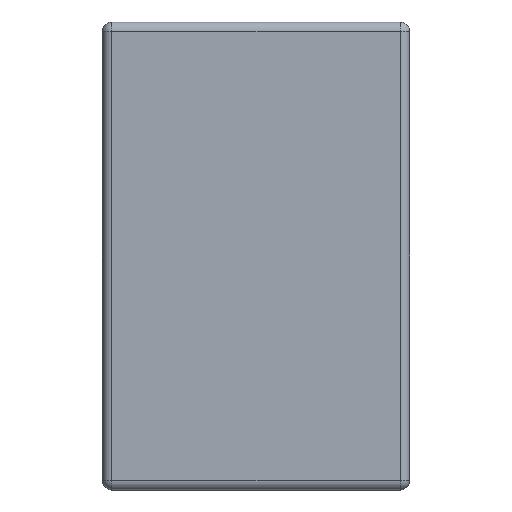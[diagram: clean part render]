
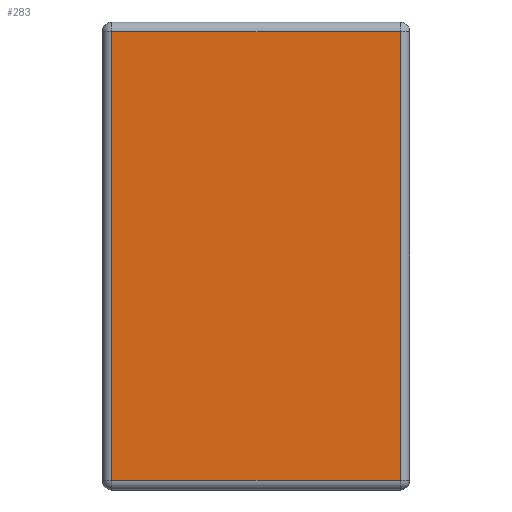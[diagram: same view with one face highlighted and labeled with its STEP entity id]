
A CAD part, left-side view. The second image highlights one B-rep face of the part: STEP entity #283.
In plain terms, the highlighted planar face has unit normal (-1, 0, 0).
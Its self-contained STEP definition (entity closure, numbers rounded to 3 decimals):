
#7 = CARTESIAN_POINT ( 'NONE',  ( 0., 0., 0. ) ) ;
#13 = AXIS2_PLACEMENT_3D ( 'NONE', #7, #4655, #2926 ) ;
#283 = ADVANCED_FACE ( 'NONE', ( #615 ), #729, .T. ) ;
#590 = CARTESIAN_POINT ( 'NONE',  ( 0., 2.3, -0.073 ) ) ;
#615 = FACE_OUTER_BOUND ( 'NONE', #3261, .T. ) ;
#729 = PLANE ( 'NONE',  #13 ) ;
#857 = VECTOR ( 'NONE', #4424, 1000. ) ;
#873 = LINE ( 'NONE', #2337, #3549 ) ;
#1113 = EDGE_CURVE ( 'NONE', #2309, #2083, #1472, .T. ) ;
#1312 = ORIENTED_EDGE ( 'NONE', *, *, #3248, .T. ) ;
#1352 = ORIENTED_EDGE ( 'NONE', *, *, #3687, .T. ) ;
#1414 = VERTEX_POINT ( 'NONE', #3684 ) ;
#1472 = LINE ( 'NONE', #590, #2820 ) ;
#1548 = CARTESIAN_POINT ( 'NONE',  ( 0., 0.073, -0.073 ) ) ;
#1648 = DIRECTION ( 'NONE',  ( 0., 1., 0. ) ) ;
#1994 = DIRECTION ( 'NONE',  ( 0., -1., 0. ) ) ;
#2083 = VERTEX_POINT ( 'NONE', #4519 ) ;
#2309 = VERTEX_POINT ( 'NONE', #1548 ) ;
#2337 = CARTESIAN_POINT ( 'NONE',  ( 0., 0., -3.427 ) ) ;
#2549 = DIRECTION ( 'NONE',  ( 0., 0., -1. ) ) ;
#2655 = LINE ( 'NONE', #3290, #4509 ) ;
#2820 = VECTOR ( 'NONE', #1648, 1000. ) ;
#2836 = EDGE_CURVE ( 'NONE', #3655, #2309, #2914, .T. ) ;
#2914 = LINE ( 'NONE', #3351, #857 ) ;
#2926 = DIRECTION ( 'NONE',  ( 0., 0., 1. ) ) ;
#3080 = ORIENTED_EDGE ( 'NONE', *, *, #1113, .T. ) ;
#3248 = EDGE_CURVE ( 'NONE', #2083, #1414, #2655, .T. ) ;
#3261 = EDGE_LOOP ( 'NONE', ( #1352, #4431, #3080, #1312 ) ) ;
#3290 = CARTESIAN_POINT ( 'NONE',  ( 0., 2.227, -3.5 ) ) ;
#3351 = CARTESIAN_POINT ( 'NONE',  ( 0., 0.073, 0. ) ) ;
#3549 = VECTOR ( 'NONE', #1994, 1000. ) ;
#3655 = VERTEX_POINT ( 'NONE', #4130 ) ;
#3684 = CARTESIAN_POINT ( 'NONE',  ( 0., 2.227, -3.427 ) ) ;
#3687 = EDGE_CURVE ( 'NONE', #1414, #3655, #873, .T. ) ;
#4130 = CARTESIAN_POINT ( 'NONE',  ( 0., 0.073, -3.427 ) ) ;
#4424 = DIRECTION ( 'NONE',  ( 0., 0., 1. ) ) ;
#4431 = ORIENTED_EDGE ( 'NONE', *, *, #2836, .T. ) ;
#4509 = VECTOR ( 'NONE', #2549, 1000. ) ;
#4519 = CARTESIAN_POINT ( 'NONE',  ( 0., 2.227, -0.073 ) ) ;
#4655 = DIRECTION ( 'NONE',  ( -1., 0., 0. ) ) ;
